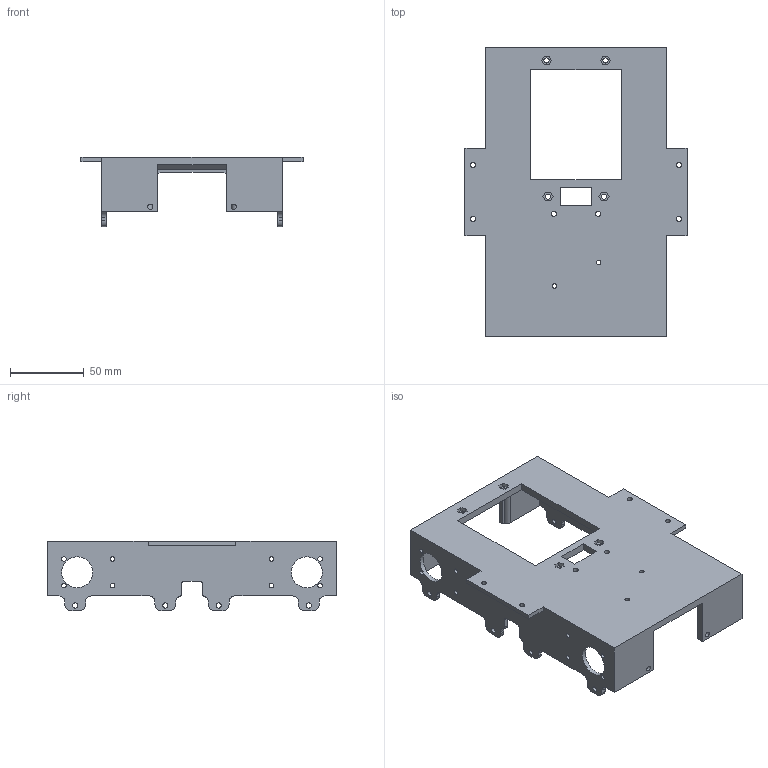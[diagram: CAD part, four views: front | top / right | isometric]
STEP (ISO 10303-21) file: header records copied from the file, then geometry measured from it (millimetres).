
FILE_DESCRIPTION(/* description */ (''),/* implementation_level */ '2;1');
FILE_NAME(/* name */ 'ODM_BASE1.stp',/* time_stamp */ '2024-10-19T10:56:14-05:00',/* author */ ('yulio'),/* organization */ (''),/* preprocessor_version */ 'ST-DEVELOPER v20',/* originating_system */ 'Autodesk Inventor 2024',/* authorisation */ '');
FILE_SCHEMA (('AUTOMOTIVE_DESIGN { 1 0 10303 214 3 1 1 }'));
Length unit declared in the file: millimetre
Products named in the file (1): BasePrueba
Bounding box: 150.4 x 195.5 x 47 mm (x, y, z)
Volume: 157065.7 mm3; surface area: 81955.4 mm2
Topology: 1 solids, 1 shells, 187 faces, 541 edges, 360 vertices
Faces by surface type: plane 101, cylinder 86
Full cylindrical faces by diameter (mm): 3 x2, 3.1 x16, 3.5 x20, 21 x4
Entity records: 6553 total; most frequent: DIRECTION 1089, CARTESIAN_POINT 1089, ORIENTED_EDGE 1082, EDGE_CURVE 541, LINE 369, VECTOR 369, VERTEX_POINT 360, AXIS2_PLACEMENT_3D 360
